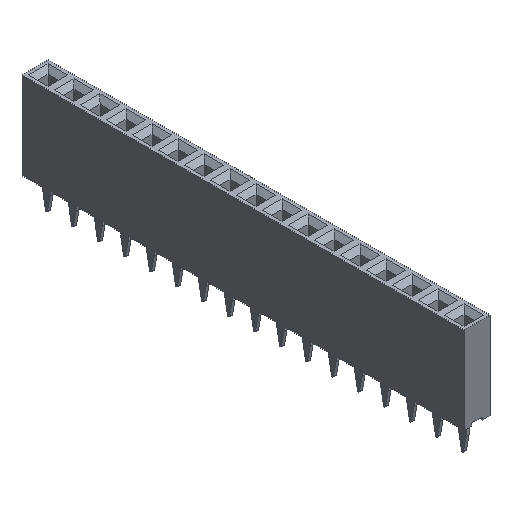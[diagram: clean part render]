
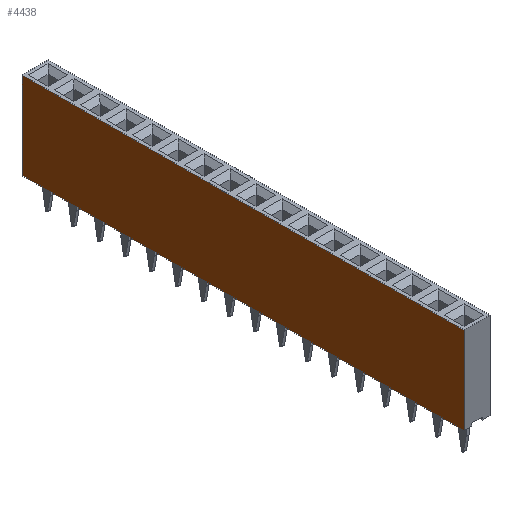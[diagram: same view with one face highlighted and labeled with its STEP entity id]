
A CAD part, isometric view. The second image highlights one B-rep face of the part: STEP entity #4438.
In plain terms, the highlighted planar face has unit normal (-1, 0, 0).
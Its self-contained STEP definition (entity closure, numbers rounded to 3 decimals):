
#3762 = VERTEX_POINT('',#3763);
#3763 = CARTESIAN_POINT('',(-1.27,1.27,8.5));
#3771 = EDGE_CURVE('',#3772,#3762,#3774,.T.);
#3772 = VERTEX_POINT('',#3773);
#3773 = CARTESIAN_POINT('',(-1.27,-41.91,8.5));
#3774 = LINE('',#3775,#3776);
#3775 = CARTESIAN_POINT('',(-1.27,-41.91,8.5));
#3776 = VECTOR('',#3777,1.);
#3777 = DIRECTION('',(0.,1.,0.));
#4380 = VERTEX_POINT('',#4381);
#4381 = CARTESIAN_POINT('',(-1.27,1.27,0.));
#4389 = EDGE_CURVE('',#4380,#3762,#4390,.T.);
#4390 = LINE('',#4391,#4392);
#4391 = CARTESIAN_POINT('',(-1.27,1.27,0.));
#4392 = VECTOR('',#4393,1.);
#4393 = DIRECTION('',(0.,0.,1.));
#4438 = ADVANCED_FACE('',(#4439),#4457,.T.);
#4439 = FACE_BOUND('',#4440,.T.);
#4440 = EDGE_LOOP('',(#4441,#4449,#4450,#4451));
#4441 = ORIENTED_EDGE('',*,*,#4442,.T.);
#4442 = EDGE_CURVE('',#4443,#3772,#4445,.T.);
#4443 = VERTEX_POINT('',#4444);
#4444 = CARTESIAN_POINT('',(-1.27,-41.91,0.));
#4445 = LINE('',#4446,#4447);
#4446 = CARTESIAN_POINT('',(-1.27,-41.91,0.));
#4447 = VECTOR('',#4448,1.);
#4448 = DIRECTION('',(0.,0.,1.));
#4449 = ORIENTED_EDGE('',*,*,#3771,.T.);
#4450 = ORIENTED_EDGE('',*,*,#4389,.F.);
#4451 = ORIENTED_EDGE('',*,*,#4452,.F.);
#4452 = EDGE_CURVE('',#4443,#4380,#4453,.T.);
#4453 = LINE('',#4454,#4455);
#4454 = CARTESIAN_POINT('',(-1.27,-41.91,0.));
#4455 = VECTOR('',#4456,1.);
#4456 = DIRECTION('',(0.,1.,0.));
#4457 = PLANE('',#4458);
#4458 = AXIS2_PLACEMENT_3D('',#4459,#4460,#4461);
#4459 = CARTESIAN_POINT('',(-1.27,-41.91,0.));
#4460 = DIRECTION('',(-1.,0.,0.));
#4461 = DIRECTION('',(0.,1.,0.));
